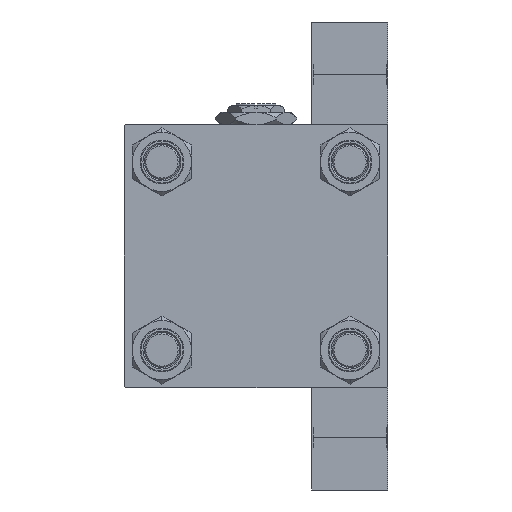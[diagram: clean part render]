
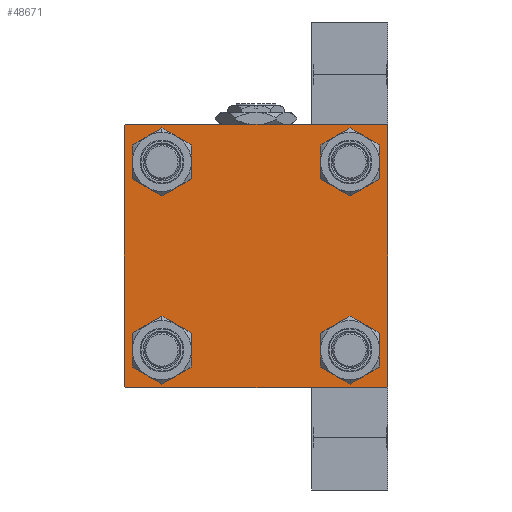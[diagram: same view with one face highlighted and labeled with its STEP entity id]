
A CAD part, left-side view. The second image highlights one B-rep face of the part: STEP entity #48671.
In plain terms, the highlighted planar face has unit normal (-1, 0, 0).
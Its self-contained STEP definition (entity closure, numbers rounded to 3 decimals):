
#290 = ORIENTED_EDGE ( 'NONE', *, *, #41119, .T. ) ;
#1487 = CARTESIAN_POINT ( 'NONE',  ( 0., 44.5, 45. ) ) ;
#1676 = CARTESIAN_POINT ( 'NONE',  ( 0., -32.15, -38.65 ) ) ;
#1700 = CARTESIAN_POINT ( 'NONE',  ( 0., -44.5, 45. ) ) ;
#1739 = CARTESIAN_POINT ( 'NONE',  ( 0., 32.15, -25.65 ) ) ;
#1903 = CARTESIAN_POINT ( 'NONE',  ( 0., 32.15, -32.15 ) ) ;
#3145 = EDGE_CURVE ( 'NONE', #23309, #40315, #33881, .T. ) ;
#3422 = LINE ( 'NONE', #29705, #6725 ) ;
#3926 = DIRECTION ( 'NONE',  ( 1., 0., 0. ) ) ;
#4664 = ORIENTED_EDGE ( 'NONE', *, *, #50896, .T. ) ;
#5148 = CARTESIAN_POINT ( 'NONE',  ( 0., 32.15, 25.65 ) ) ;
#5437 = DIRECTION ( 'NONE',  ( 0., -1., 0. ) ) ;
#5963 = DIRECTION ( 'NONE',  ( 1., 0., 0. ) ) ;
#6177 = LINE ( 'NONE', #18022, #20535 ) ;
#6718 = EDGE_LOOP ( 'NONE', ( #26655, #21962 ) ) ;
#6725 = VECTOR ( 'NONE', #46439, 1000. ) ;
#6820 = ORIENTED_EDGE ( 'NONE', *, *, #42027, .F. ) ;
#7154 = FACE_BOUND ( 'NONE', #6718, .T. ) ;
#7647 = ORIENTED_EDGE ( 'NONE', *, *, #39564, .T. ) ;
#7732 = CARTESIAN_POINT ( 'NONE',  ( 0., -44.5, -45. ) ) ;
#7976 = DIRECTION ( 'NONE',  ( 1., 0., 0. ) ) ;
#8030 = VERTEX_POINT ( 'NONE', #44660 ) ;
#8538 = VERTEX_POINT ( 'NONE', #32244 ) ;
#8547 = CARTESIAN_POINT ( 'NONE',  ( 0., 32.15, 38.65 ) ) ;
#8643 = ORIENTED_EDGE ( 'NONE', *, *, #13096, .T. ) ;
#9263 = VERTEX_POINT ( 'NONE', #10192 ) ;
#9321 = VERTEX_POINT ( 'NONE', #1700 ) ;
#9567 = LINE ( 'NONE', #21668, #28634 ) ;
#9709 = DIRECTION ( 'NONE',  ( 0., 0., 1. ) ) ;
#9744 = CARTESIAN_POINT ( 'NONE',  ( 0., 32.15, -32.15 ) ) ;
#9887 = DIRECTION ( 'NONE',  ( 0., 0., 1. ) ) ;
#10192 = CARTESIAN_POINT ( 'NONE',  ( 0., -45., -44.5 ) ) ;
#10247 = DIRECTION ( 'NONE',  ( 0., 0., 1. ) ) ;
#10287 = VECTOR ( 'NONE', #42540, 1000. ) ;
#10358 = EDGE_CURVE ( 'NONE', #11765, #28818, #17834, .T. ) ;
#11281 = CARTESIAN_POINT ( 'NONE',  ( 0., 0., 0. ) ) ;
#11332 = AXIS2_PLACEMENT_3D ( 'NONE', #42833, #3926, #34836 ) ;
#11765 = VERTEX_POINT ( 'NONE', #1739 ) ;
#11937 = CARTESIAN_POINT ( 'NONE',  ( 0., 45., -45. ) ) ;
#12188 = DIRECTION ( 'NONE',  ( 0., -1., 0. ) ) ;
#12707 = VERTEX_POINT ( 'NONE', #8547 ) ;
#12917 = AXIS2_PLACEMENT_3D ( 'NONE', #1903, #41813, #9887 ) ;
#13096 = EDGE_CURVE ( 'NONE', #46744, #8030, #6177, .T. ) ;
#13458 = DIRECTION ( 'NONE',  ( 0., 0., 1. ) ) ;
#14669 = DIRECTION ( 'NONE',  ( 0., -0.707, 0.707 ) ) ;
#15495 = CARTESIAN_POINT ( 'NONE',  ( 0., 44.75, -44.75 ) ) ;
#16720 = DIRECTION ( 'NONE',  ( 0., 0.707, -0.707 ) ) ;
#17114 = ORIENTED_EDGE ( 'NONE', *, *, #20585, .F. ) ;
#17834 = CIRCLE ( 'NONE', #12917, 6.5 ) ;
#18022 = CARTESIAN_POINT ( 'NONE',  ( 0., 45., 45. ) ) ;
#18302 = CIRCLE ( 'NONE', #41325, 6.5 ) ;
#19686 = EDGE_CURVE ( 'NONE', #28818, #11765, #47004, .T. ) ;
#19909 = LINE ( 'NONE', #11937, #24452 ) ;
#20535 = VECTOR ( 'NONE', #26002, 1000. ) ;
#20585 = EDGE_CURVE ( 'NONE', #44803, #9263, #3422, .T. ) ;
#21426 = CARTESIAN_POINT ( 'NONE',  ( 0., 32.15, 32.15 ) ) ;
#21668 = CARTESIAN_POINT ( 'NONE',  ( 0., 45., 45. ) ) ;
#21757 = ORIENTED_EDGE ( 'NONE', *, *, #30797, .T. ) ;
#21962 = ORIENTED_EDGE ( 'NONE', *, *, #19686, .T. ) ;
#22290 = ORIENTED_EDGE ( 'NONE', *, *, #26340, .T. ) ;
#22607 = CIRCLE ( 'NONE', #41502, 6.5 ) ;
#22612 = DIRECTION ( 'NONE',  ( -1., 0., 0. ) ) ;
#22786 = EDGE_LOOP ( 'NONE', ( #8643, #21757, #7647, #38302, #17114, #39505, #6820, #290 ) ) ;
#22955 = LINE ( 'NONE', #15495, #10287 ) ;
#23119 = PLANE ( 'NONE',  #44174 ) ;
#23309 = VERTEX_POINT ( 'NONE', #24798 ) ;
#23423 = CIRCLE ( 'NONE', #33270, 6.5 ) ;
#23637 = EDGE_CURVE ( 'NONE', #38223, #9263, #45585, .T. ) ;
#24452 = VECTOR ( 'NONE', #12188, 1000. ) ;
#24659 = CARTESIAN_POINT ( 'NONE',  ( 0., -32.15, 32.15 ) ) ;
#24798 = CARTESIAN_POINT ( 'NONE',  ( 0., -32.15, 38.65 ) ) ;
#25430 = EDGE_CURVE ( 'NONE', #47891, #8538, #18302, .T. ) ;
#26002 = DIRECTION ( 'NONE',  ( 0., 0., -1. ) ) ;
#26113 = DIRECTION ( 'NONE',  ( 0., 0.707, 0.707 ) ) ;
#26340 = EDGE_CURVE ( 'NONE', #12707, #47301, #41358, .T. ) ;
#26655 = ORIENTED_EDGE ( 'NONE', *, *, #10358, .T. ) ;
#26989 = DIRECTION ( 'NONE',  ( 0., 0., 1. ) ) ;
#27043 = CARTESIAN_POINT ( 'NONE',  ( 0., -32.15, 25.65 ) ) ;
#27378 = DIRECTION ( 'NONE',  ( 0., 0., 1. ) ) ;
#27923 = VERTEX_POINT ( 'NONE', #1487 ) ;
#28634 = VECTOR ( 'NONE', #5437, 1000. ) ;
#28818 = VERTEX_POINT ( 'NONE', #46606 ) ;
#29705 = CARTESIAN_POINT ( 'NONE',  ( 0., -45., 45. ) ) ;
#30024 = EDGE_LOOP ( 'NONE', ( #22290, #47505 ) ) ;
#30047 = EDGE_CURVE ( 'NONE', #40315, #23309, #22607, .T. ) ;
#30335 = FACE_BOUND ( 'NONE', #34665, .T. ) ;
#30484 = EDGE_CURVE ( 'NONE', #47301, #12707, #23423, .T. ) ;
#30797 = EDGE_CURVE ( 'NONE', #8030, #48392, #22955, .T. ) ;
#30854 = FACE_OUTER_BOUND ( 'NONE', #22786, .T. ) ;
#31232 = LINE ( 'NONE', #36289, #49156 ) ;
#32244 = CARTESIAN_POINT ( 'NONE',  ( 0., -32.15, -25.65 ) ) ;
#32652 = CARTESIAN_POINT ( 'NONE',  ( 0., 45., 44.5 ) ) ;
#32778 = DIRECTION ( 'NONE',  ( 1., 0., 0. ) ) ;
#33270 = AXIS2_PLACEMENT_3D ( 'NONE', #39996, #32778, #13458 ) ;
#33385 = EDGE_CURVE ( 'NONE', #44803, #9321, #45945, .T. ) ;
#33881 = CIRCLE ( 'NONE', #45410, 6.5 ) ;
#34665 = EDGE_LOOP ( 'NONE', ( #47580, #48811 ) ) ;
#34836 = DIRECTION ( 'NONE',  ( 0., 0., 1. ) ) ;
#35484 = AXIS2_PLACEMENT_3D ( 'NONE', #9744, #37292, #10247 ) ;
#36289 = CARTESIAN_POINT ( 'NONE',  ( 0., 44.75, 44.75 ) ) ;
#37188 = CARTESIAN_POINT ( 'NONE',  ( 0., -44.75, 44.75 ) ) ;
#37292 = DIRECTION ( 'NONE',  ( 1., 0., 0. ) ) ;
#37628 = CIRCLE ( 'NONE', #11332, 6.5 ) ;
#38223 = VERTEX_POINT ( 'NONE', #7732 ) ;
#38302 = ORIENTED_EDGE ( 'NONE', *, *, #23637, .T. ) ;
#38488 = EDGE_LOOP ( 'NONE', ( #4664, #47942 ) ) ;
#39505 = ORIENTED_EDGE ( 'NONE', *, *, #33385, .T. ) ;
#39564 = EDGE_CURVE ( 'NONE', #48392, #38223, #19909, .T. ) ;
#39996 = CARTESIAN_POINT ( 'NONE',  ( 0., 32.15, 32.15 ) ) ;
#40315 = VERTEX_POINT ( 'NONE', #27043 ) ;
#40800 = VECTOR ( 'NONE', #26113, 1000. ) ;
#41119 = EDGE_CURVE ( 'NONE', #27923, #46744, #31232, .T. ) ;
#41325 = AXIS2_PLACEMENT_3D ( 'NONE', #44037, #7976, #46177 ) ;
#41358 = CIRCLE ( 'NONE', #43032, 6.5 ) ;
#41502 = AXIS2_PLACEMENT_3D ( 'NONE', #24659, #49122, #9709 ) ;
#41813 = DIRECTION ( 'NONE',  ( 1., 0., 0. ) ) ;
#42027 = EDGE_CURVE ( 'NONE', #27923, #9321, #9567, .T. ) ;
#42448 = FACE_BOUND ( 'NONE', #38488, .T. ) ;
#42540 = DIRECTION ( 'NONE',  ( 0., -0.707, -0.707 ) ) ;
#42833 = CARTESIAN_POINT ( 'NONE',  ( 0., -32.15, -32.15 ) ) ;
#43032 = AXIS2_PLACEMENT_3D ( 'NONE', #21426, #5963, #44624 ) ;
#44037 = CARTESIAN_POINT ( 'NONE',  ( 0., -32.15, -32.15 ) ) ;
#44174 = AXIS2_PLACEMENT_3D ( 'NONE', #11281, #22612, #26989 ) ;
#44624 = DIRECTION ( 'NONE',  ( 0., 0., 1. ) ) ;
#44660 = CARTESIAN_POINT ( 'NONE',  ( 0., 45., -44.5 ) ) ;
#44803 = VERTEX_POINT ( 'NONE', #46671 ) ;
#45410 = AXIS2_PLACEMENT_3D ( 'NONE', #46697, #50320, #27378 ) ;
#45585 = LINE ( 'NONE', #46091, #46304 ) ;
#45945 = LINE ( 'NONE', #37188, #40800 ) ;
#46091 = CARTESIAN_POINT ( 'NONE',  ( 0., -44.75, -44.75 ) ) ;
#46177 = DIRECTION ( 'NONE',  ( 0., 0., 1. ) ) ;
#46304 = VECTOR ( 'NONE', #14669, 1000. ) ;
#46439 = DIRECTION ( 'NONE',  ( 0., 0., -1. ) ) ;
#46606 = CARTESIAN_POINT ( 'NONE',  ( 0., 32.15, -38.65 ) ) ;
#46671 = CARTESIAN_POINT ( 'NONE',  ( 0., -45., 44.5 ) ) ;
#46697 = CARTESIAN_POINT ( 'NONE',  ( 0., -32.15, 32.15 ) ) ;
#46744 = VERTEX_POINT ( 'NONE', #32652 ) ;
#47004 = CIRCLE ( 'NONE', #35484, 6.5 ) ;
#47078 = FACE_BOUND ( 'NONE', #30024, .T. ) ;
#47142 = CARTESIAN_POINT ( 'NONE',  ( 0., 44.5, -45. ) ) ;
#47301 = VERTEX_POINT ( 'NONE', #5148 ) ;
#47505 = ORIENTED_EDGE ( 'NONE', *, *, #30484, .T. ) ;
#47580 = ORIENTED_EDGE ( 'NONE', *, *, #3145, .T. ) ;
#47891 = VERTEX_POINT ( 'NONE', #1676 ) ;
#47942 = ORIENTED_EDGE ( 'NONE', *, *, #25430, .T. ) ;
#48392 = VERTEX_POINT ( 'NONE', #47142 ) ;
#48671 = ADVANCED_FACE ( 'NONE', ( #30335, #42448, #7154, #47078, #30854 ), #23119, .T. ) ;
#48811 = ORIENTED_EDGE ( 'NONE', *, *, #30047, .T. ) ;
#49122 = DIRECTION ( 'NONE',  ( 1., 0., 0. ) ) ;
#49156 = VECTOR ( 'NONE', #16720, 1000. ) ;
#50320 = DIRECTION ( 'NONE',  ( 1., 0., 0. ) ) ;
#50896 = EDGE_CURVE ( 'NONE', #8538, #47891, #37628, .T. ) ;
